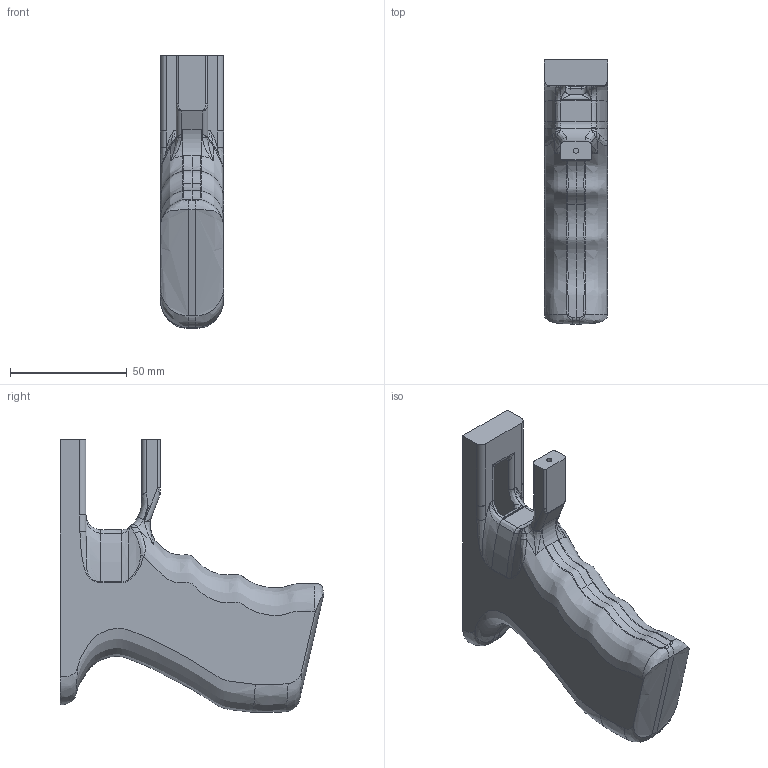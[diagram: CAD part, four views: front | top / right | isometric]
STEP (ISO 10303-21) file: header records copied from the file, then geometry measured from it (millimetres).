
FILE_DESCRIPTION(/* description */ (''),/* implementation_level */ '2;1');
FILE_NAME(/* name */ 'nstrike grip.step',/* time_stamp */ '2022-06-13T17:54:59-05:00',/* author */ (''),/* organization */ (''),/* preprocessor_version */ 'ST-DEVELOPER v19',/* originating_system */ 'Autodesk Translation Framework v11.7.0.108',/* authorisation */ '');
FILE_SCHEMA (('AUTOMOTIVE_DESIGN { 1 0 10303 214 3 1 1 }'));
Length unit declared in the file: inch
Products named in the file (2): tcu recon raider grips trigger; Thompson Claw U v89
Assembly tree (1 placements, depth 2):
  tcu recon raider grips trigger
    Thompson Claw U v89
Bounding box: 27 x 113.06 x 116.84 mm (x, y, z)
Volume: 157598.1 mm3; surface area: 26865.5 mm2
Topology: 1 solids, 1 shells, 219 faces, 584 edges, 359 vertices
Faces by surface type: bspline 91, cylinder 66, plane 40, torus 16, sphere 6
Full cylindrical faces by diameter (mm): 2.25 x1
Entity records: 16109 total; most frequent: CARTESIAN_POINT 11331, ORIENTED_EDGE 1152, DIRECTION 778, EDGE_CURVE 576, VERTEX_POINT 359, AXIS2_PLACEMENT_3D 309, EDGE_LOOP 221, FACE_OUTER_BOUND 219
